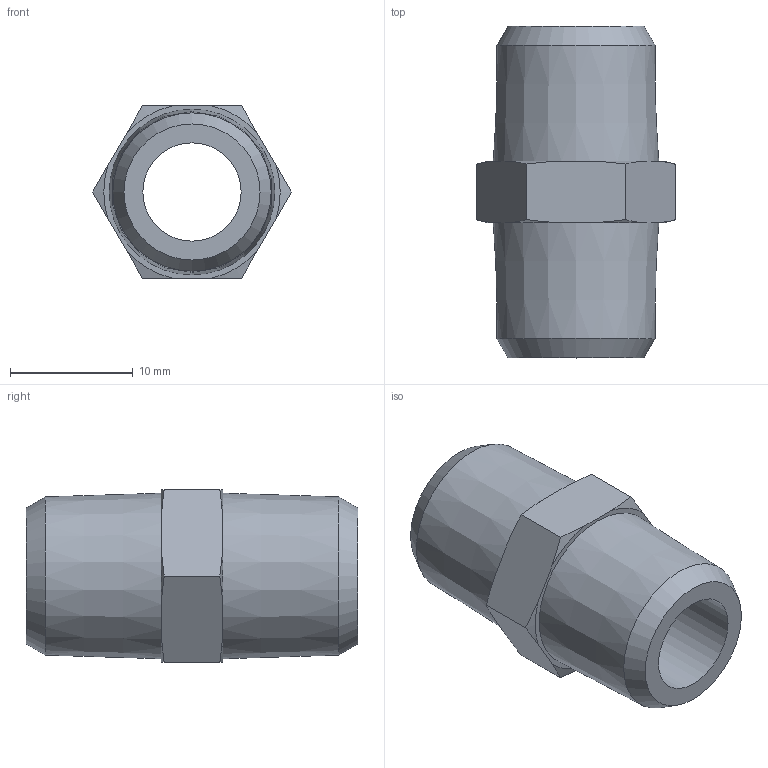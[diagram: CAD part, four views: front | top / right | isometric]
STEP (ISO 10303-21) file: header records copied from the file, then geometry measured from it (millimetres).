
FILE_DESCRIPTION(/* description */ ('STEP AP214'),/* implementation_level */ '2;1');
FILE_NAME(/* name */ '8030281_NPFC-D-2R14-M',/* time_stamp */ '2024-09-12T23:18:32+02:00',/* author */ ('License CC BY-ND 4.0'),/* organization */ ('CADENAS'),/* preprocessor_version */ 'ST-DEVELOPER v19.3',/* originating_system */ 'PARTsolutions',/* authorisation */ ' ');
FILE_SCHEMA (('AUTOMOTIVE_DESIGN {1 0 10303 214 3 1 1}'));
Length unit declared in the file: millimetre
Products named in the file (1): 8030281 NPFC-D-2R14-M
Bounding box: 16.17 x 27 x 14 mm (x, y, z)
Volume: 2416 mm3; surface area: 1979.4 mm2
Topology: 1 solids, 1 shells, 27 faces, 67 edges, 44 vertices
Faces by surface type: cone 16, plane 10, cylinder 1
Full cylindrical faces by diameter (mm): 8 x1
Entity records: 838 total; most frequent: CARTESIAN_POINT 206, ORIENTED_EDGE 124, DIRECTION 114, EDGE_CURVE 62, AXIS2_PLACEMENT_3D 48, VERTEX_POINT 44, EDGE_LOOP 36, FACE_BOUND 36
